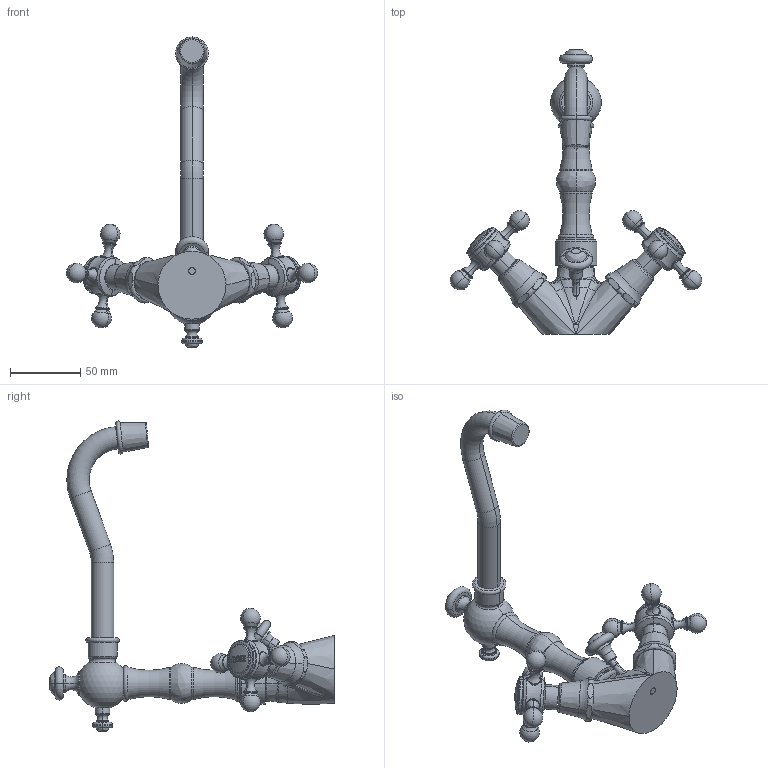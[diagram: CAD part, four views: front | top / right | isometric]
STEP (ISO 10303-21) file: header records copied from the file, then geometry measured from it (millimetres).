
FILE_DESCRIPTION((''),'2;1');
FILE_NAME('932_SW0002','2021-02-11T10:38:33',('rsmith'),(''),'CREO PARAMETRIC BY PTC INC, 2018400','CREO PARAMETRIC BY PTC INC, 2018400','');
FILE_SCHEMA(('AUTOMOTIVE_DESIGN { 1 0 10303 214 1 1 1 1 }'));
Length unit declared in the file: inch
Products named in the file (1): 932_SW0002
Bounding box: 178.65 x 202.51 x 220.39 mm (x, y, z)
Volume: 272587.7 mm3; surface area: 55468.7 mm2
Topology: 3 solids, 6 shells, 537 faces, 1229 edges, 720 vertices
Faces by surface type: torus 128, cylinder 126, plane 117, bspline 70, cone 54, sphere 34, extrusion 8
Entity records: 26976 total; most frequent: CARTESIAN_POINT 8870, DIRECTION 2591, ORIENTED_EDGE 2414, PRESENTATION_STYLE_ASSIGNMENT 1562, STYLED_ITEM 1210, CURVE_STYLE 1207, EDGE_CURVE 1207, AXIS2_PLACEMENT_3D 1164
